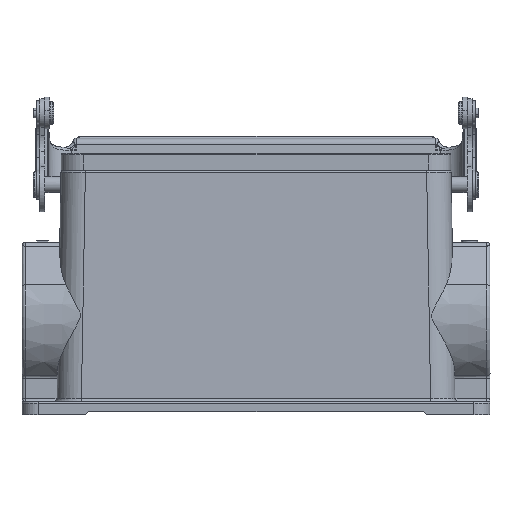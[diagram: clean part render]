
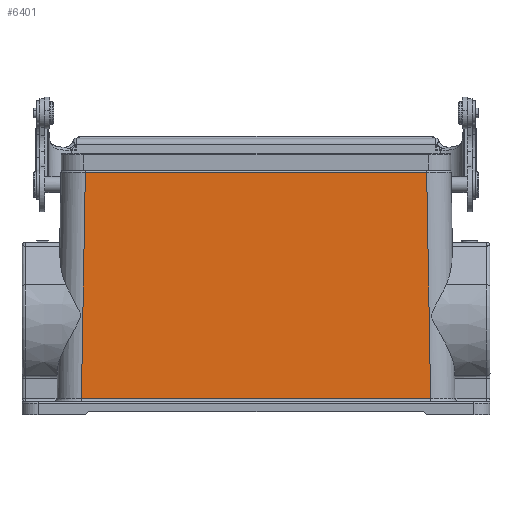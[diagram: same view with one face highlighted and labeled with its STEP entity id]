
A CAD part, top view. The second image highlights one B-rep face of the part: STEP entity #6401.
In plain terms, the highlighted planar face has unit normal (0, 0.018, 1).
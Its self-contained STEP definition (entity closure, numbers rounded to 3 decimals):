
#4518=FACE_OUTER_BOUND('',#9674,.T.);
#6401=ADVANCED_FACE('',(#4518),#7087,.T.);
#7087=PLANE('',#26217);
#9674=EDGE_LOOP('',(#14914,#14915,#14916,#14917));
#14914=ORIENTED_EDGE('',*,*,#21086,.T.);
#14915=ORIENTED_EDGE('',*,*,#21171,.F.);
#14916=ORIENTED_EDGE('',*,*,#21170,.T.);
#14917=ORIENTED_EDGE('',*,*,#21172,.F.);
#18132=VERTEX_POINT('',#41839);
#18138=VERTEX_POINT('',#41894);
#18188=VERTEX_POINT('',#42476);
#18189=VERTEX_POINT('',#42498);
#21086=EDGE_CURVE('',#18138,#18132,#22933,.T.);
#21170=EDGE_CURVE('',#18188,#18189,#22951,.T.);
#21171=EDGE_CURVE('',#18188,#18132,#22952,.T.);
#21172=EDGE_CURVE('',#18138,#18189,#22953,.T.);
#22933=LINE('',#41905,#24381);
#22951=LINE('',#42531,#24399);
#22952=LINE('',#42533,#24400);
#22953=LINE('',#42534,#24401);
#24381=VECTOR('',#30478,1.);
#24399=VECTOR('',#30582,1.);
#24400=VECTOR('',#30585,1.);
#24401=VECTOR('',#30586,1.);
#26217=AXIS2_PLACEMENT_3D('',#42535,#30587,#30588);
#30478=DIRECTION('',(-1.,0.,0.));
#30582=DIRECTION('',(1.,0.,0.));
#30585=DIRECTION('',(0.017,1.,-0.017));
#30586=DIRECTION('',(0.017,-1.,0.017));
#30587=DIRECTION('',(0.,0.017,1.));
#30588=DIRECTION('',(0.,-1.,0.017));
#41839=CARTESIAN_POINT('',(20.49,74.509,-6.491));
#41894=CARTESIAN_POINT('',(125.51,74.509,-6.491));
#41905=CARTESIAN_POINT('',(125.51,74.509,-6.491));
#42476=CARTESIAN_POINT('',(19.277,4.983,-5.278));
#42498=CARTESIAN_POINT('',(126.723,4.983,-5.278));
#42531=CARTESIAN_POINT('',(19.277,4.983,-5.278));
#42533=CARTESIAN_POINT('',(19.277,4.983,-5.278));
#42534=CARTESIAN_POINT('',(125.51,74.509,-6.491));
#42535=CARTESIAN_POINT('',(73.,39.746,-5.885));
